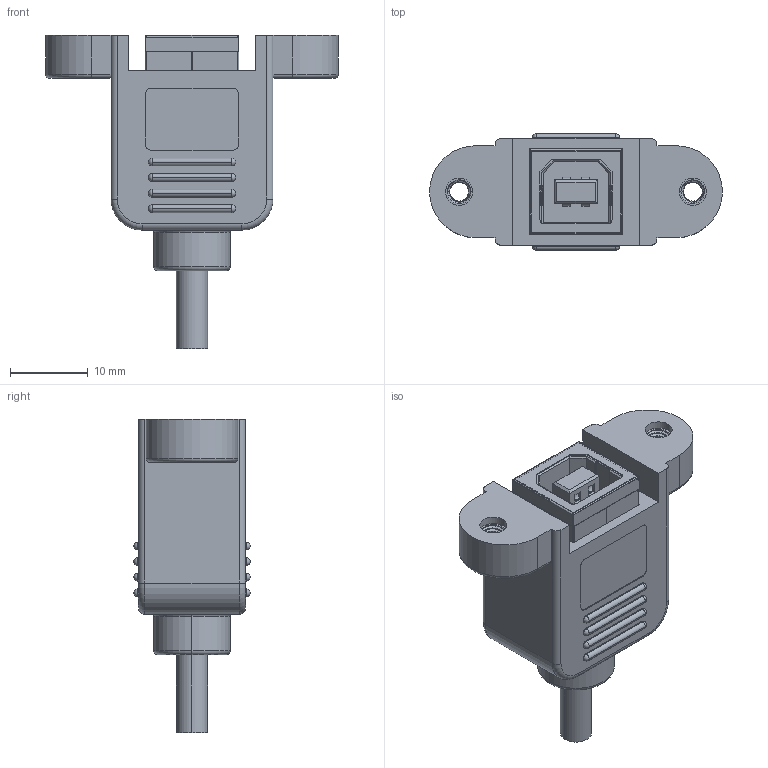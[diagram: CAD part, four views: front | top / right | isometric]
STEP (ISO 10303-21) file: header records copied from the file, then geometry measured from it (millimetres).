
FILE_DESCRIPTION (( 'STEP AP203' ), '1' );
FILE_NAME ('USB - Type B - Female - Panel Mount.STEP', '2018-04-20T08:49:30', ( 'MEF1984' ), ( '' ), 'SwSTEP 2.0', 'SolidWorks 2017', '' );
FILE_SCHEMA (( 'CONFIG_CONTROL_DESIGN' ));
Length unit declared in the file: millimetre
Products named in the file (1): USB - Type B - Female - Panel Mount
Bounding box: 37.6 x 14.95 x 40.2 mm (x, y, z)
Volume: 7016.2 mm3; surface area: 5907.4 mm2
Topology: 7 solids, 7 shells, 559 faces, 1533 edges, 979 vertices
Faces by surface type: plane 323, cylinder 191, sphere 16, bspline 14, torus 11, cone 4
Entity records: 19610 total; most frequent: CARTESIAN_POINT 5502, ORIENTED_EDGE 3002, DIRECTION 2837, EDGE_CURVE 1501, LINE 1085, VECTOR 1085, VERTEX_POINT 963, AXIS2_PLACEMENT_3D 876
